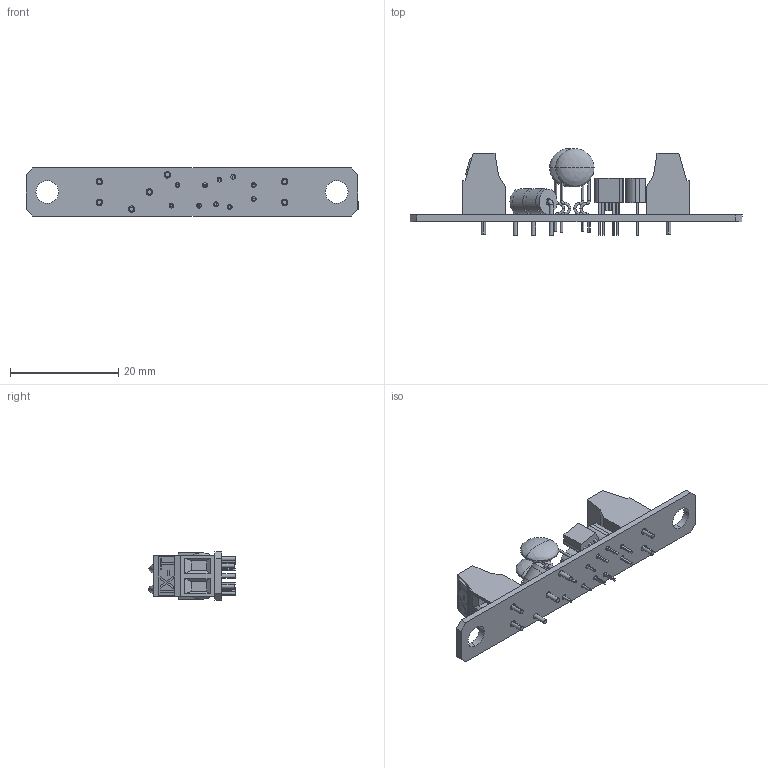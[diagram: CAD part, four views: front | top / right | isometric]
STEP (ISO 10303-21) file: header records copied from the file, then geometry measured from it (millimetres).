
FILE_DESCRIPTION (( 'STEP AP214' ), '1' );
FILE_NAME ('IX-10T.STEP', '2019-07-30T21:47:41', ( '' ), ( '' ), 'SwSTEP 2.0', 'SolidWorks 2019', '' );
FILE_SCHEMA (( 'AUTOMOTIVE_DESIGN' ));
Length unit declared in the file: inch
Products named in the file (9): 7020-2734; 4028-0079; 3004-0032; 3003-0067; IX-10T; 2200-5023; 3001-0039
Assembly tree (10 placements, depth 2):
  IX-10T
    4028-0079
    2200-5023  x2
    3001-0039
    3004-0032  x2
    3003-0067
    3003-0067
    3003-0067
    7020-2734
Bounding box: 61.47 x 16.08 x 8.89 mm (x, y, z)
Volume: 2224.6 mm3; surface area: 3153.8 mm2
Topology: 20 solids, 20 shells, 1412 faces, 3809 edges, 2514 vertices
Faces by surface type: plane 1242, cylinder 118, bspline 52
Entity records: 44441 total; most frequent: CARTESIAN_POINT 8580, ORIENTED_EDGE 7238, DIRECTION 6415, EDGE_CURVE 3619, VECTOR 3341, LINE 3341, VERTEX_POINT 2402, AXIS2_PLACEMENT_3D 1537
